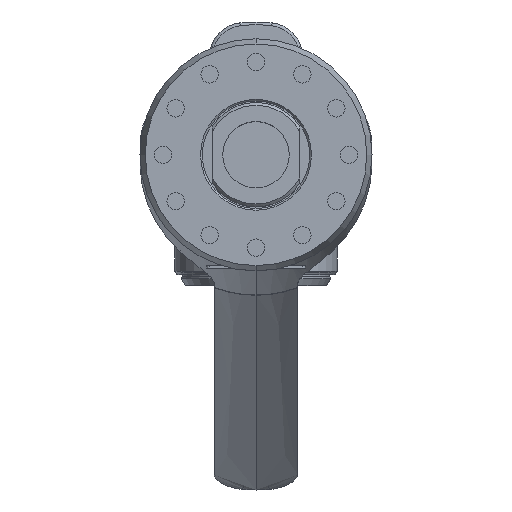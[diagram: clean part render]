
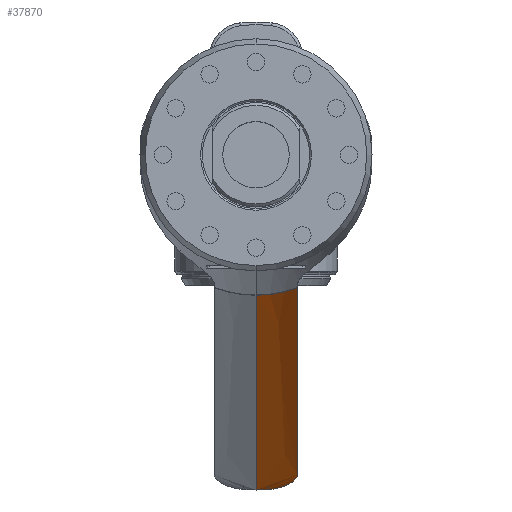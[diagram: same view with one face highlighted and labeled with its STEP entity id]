
A CAD part, top view. The second image highlights one B-rep face of the part: STEP entity #37870.
In plain terms, the highlighted conical face has half-angle 5 degrees and reference radius 24.263 mm.
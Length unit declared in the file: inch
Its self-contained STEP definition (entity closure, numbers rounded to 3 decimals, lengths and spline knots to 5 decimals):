
#14257=CARTESIAN_POINT('',(0.0906,-2.26163,
-4.77802));
#14258=CARTESIAN_POINT('',(0.09493,-2.2613,
-4.77812));
#14259=CARTESIAN_POINT('',(0.10357,-2.26048,
-4.77805));
#14260=CARTESIAN_POINT('',(0.11643,-2.25883,
-4.77722));
#14261=CARTESIAN_POINT('',(0.12911,-2.25678,
-4.77566));
#14262=CARTESIAN_POINT('',(0.14153,-2.25436,
-4.77339));
#14263=CARTESIAN_POINT('',(0.15374,-2.25155,
-4.77041));
#14264=CARTESIAN_POINT('',(0.16564,-2.24838,
-4.76671));
#14265=CARTESIAN_POINT('',(0.17716,-2.24489,
-4.76234));
#14266=CARTESIAN_POINT('',(0.18829,-2.24109,
-4.75728));
#14267=CARTESIAN_POINT('',(0.19902,-2.237,
-4.75155));
#14268=CARTESIAN_POINT('',(0.20926,-2.23266,
-4.74518));
#14269=CARTESIAN_POINT('',(0.21896,-2.2281,
-4.7382));
#14270=CARTESIAN_POINT('',(0.22815,-2.22332,
-4.7306));
#14271=CARTESIAN_POINT('',(0.23674,-2.21839,
-4.72241));
#14272=CARTESIAN_POINT('',(0.24468,-2.21333,
-4.7137));
#14273=CARTESIAN_POINT('',(0.25198,-2.20818,
-4.70446));
#14274=CARTESIAN_POINT('',(0.25861,-2.20295,
-4.69471));
#14275=CARTESIAN_POINT('',(0.2645,-2.1977,
-4.68453));
#14276=CARTESIAN_POINT('',(0.26966,-2.19247,
-4.67397));
#14277=CARTESIAN_POINT('',(0.27406,-2.18727,
-4.663));
#14278=CARTESIAN_POINT('',(0.27769,-2.18214,
-4.65172));
#14279=CARTESIAN_POINT('',(0.2805,-2.17714,
-4.64022));
#14280=CARTESIAN_POINT('',(0.28253,-2.17226,
-4.62847));
#14281=CARTESIAN_POINT('',(0.28374,-2.16754,
-4.61655));
#14282=CARTESIAN_POINT('',(0.28401,-2.16453,
-4.60857));
#14283=CARTESIAN_POINT('',(0.28401,-2.16306,
-4.60456));
#14285=CARTESIAN_POINT('',(0.,-0.18943,-1.36838));
#14286=DIRECTION('',(0.,-0.259,-0.966));
#14287=DIRECTION('',(0.361,-0.901,0.241));
#14288=AXIS2_PLACEMENT_3D('',#14285,#14286,#14287);
#14290=CARTESIAN_POINT('',(0.28401,-2.16306,
-4.60456));
#14291=CARTESIAN_POINT('',(0.28401,-2.14199,
-4.54721));
#14292=CARTESIAN_POINT('',(0.28401,-2.10006,
-4.43311));
#14293=CARTESIAN_POINT('',(0.28401,-2.03782,
-4.26375));
#14294=CARTESIAN_POINT('',(0.28401,-1.97618,
-4.09611));
#14295=CARTESIAN_POINT('',(0.28401,-1.91515,
-3.93017));
#14296=CARTESIAN_POINT('',(0.28401,-1.85471,
-3.76587));
#14297=CARTESIAN_POINT('',(0.28401,-1.79484,
-3.60318));
#14298=CARTESIAN_POINT('',(0.28401,-1.7355,
-3.44199));
#14299=CARTESIAN_POINT('',(0.28401,-1.67663,
-3.28215));
#14300=CARTESIAN_POINT('',(0.28401,-1.61818,
-3.12351));
#14301=CARTESIAN_POINT('',(0.28401,-1.56013,
-2.966));
#14302=CARTESIAN_POINT('',(0.28401,-1.50243,
-2.80953));
#14303=CARTESIAN_POINT('',(0.28401,-1.44509,
-2.65407));
#14304=CARTESIAN_POINT('',(0.28401,-1.38813,
-2.49975));
#14305=CARTESIAN_POINT('',(0.28401,-1.3316,
-2.34664));
#14306=CARTESIAN_POINT('',(0.28401,-1.27554,
-2.19488));
#14307=CARTESIAN_POINT('',(0.28401,-1.22,
-2.0446));
#14308=CARTESIAN_POINT('',(0.28401,-1.16503,
-1.89596));
#14309=CARTESIAN_POINT('',(0.28401,-1.11064,
-1.74897));
#14310=CARTESIAN_POINT('',(0.28401,-1.05684,
-1.60366));
#14311=CARTESIAN_POINT('',(0.28401,-1.00364,
-1.46004));
#14312=CARTESIAN_POINT('',(0.28401,-0.95103,
-1.31813));
#14313=CARTESIAN_POINT('',(0.28401,-0.91636,
-1.22466));
#14314=CARTESIAN_POINT('',(0.28401,-0.89913,
-1.17822));
#14328=CARTESIAN_POINT('',(0.,-1.18065,-5.06767));
#14329=DIRECTION('',(0.,-0.259,-0.966));
#14330=DIRECTION('',(0.081,-0.963,0.258));
#14331=AXIS2_PLACEMENT_3D('',#14328,#14329,#14330);
#15272=DIRECTION('',(0.,-0.342,-0.94));
#15273=VECTOR('',#15272,3.84442);
#15274=CARTESIAN_POINT('',(0.,-0.9503,-1.16451));
#15275=LINE('',#15274,#15273);
#28303=CARTESIAN_POINT('',(0.,-0.9503,-1.16451));
#28304=VERTEX_POINT('',#28303);
#28305=CARTESIAN_POINT('',(0.,-2.26517,-4.77708));
#28306=VERTEX_POINT('',#28305);
#28320=CARTESIAN_POINT('',(0.28401,-0.89913,
-1.17822));
#28322=VERTEX_POINT('',#28320);
#28323=VERTEX_POINT('',#14257);
#28324=VERTEX_POINT('',#14283);
#37855=CARTESIAN_POINT('',(0.,-0.68504,-3.21803));
#37856=DIRECTION('',(0.,-0.259,-0.966));
#37857=DIRECTION('',(-0.361,0.901,-0.241));
#37858=AXIS2_PLACEMENT_3D('',#37855,#37856,#37857);
#37859=CONICAL_SURFACE('',#37858,0.95524,5.);
#37860=ORIENTED_EDGE('',*,*,#37845,.F.);
#37862=ORIENTED_EDGE('',*,*,#37861,.T.);
#37864=ORIENTED_EDGE('',*,*,#37863,.F.);
#37866=ORIENTED_EDGE('',*,*,#37865,.F.);
#37867=ORIENTED_EDGE('',*,*,#37812,.F.);
#37868=EDGE_LOOP('',(#37860,#37862,#37864,#37866,#37867));
#37869=FACE_OUTER_BOUND('',#37868,.F.);
#37870=ADVANCED_FACE('',(#37869),#37859,.T.);
#14284=B_SPLINE_CURVE_WITH_KNOTS('',3,(#14257,#14258,#14259,#14260,#14261,
#14262,#14263,#14264,#14265,#14266,#14267,#14268,#14269,#14270,#14271,#14272,
#14273,#14274,#14275,#14276,#14277,#14278,#14279,#14280,#14281,#14282,#14283),
.UNSPECIFIED.,.F.,.F.,(4,1,1,1,1,1,1,1,1,1,1,1,1,1,1,1,1,1,1,1,1,1,1,1,4),(0.,
0.04167,0.08333,0.125,0.16667,0.20833,
0.25,0.29167,0.33333,0.375,0.41667,
0.45833,0.5,0.54167,0.58333,0.625,
0.66667,0.70833,0.75,0.79167,0.83333,
0.875,0.91667,0.95833,1.),.UNSPECIFIED.);
#14289=CIRCLE('',#14288,0.78771);
#14315=B_SPLINE_CURVE_WITH_KNOTS('',3,(#14290,#14291,#14292,#14293,#14294,
#14295,#14296,#14297,#14298,#14299,#14300,#14301,#14302,#14303,#14304,#14305,
#14306,#14307,#14308,#14309,#14310,#14311,#14312,#14313,#14314),.UNSPECIFIED.,
.F.,.F.,(4,1,1,1,1,1,1,1,1,1,1,1,1,1,1,1,1,1,1,1,1,1,4),(0.,0.04545,
0.09091,0.13636,0.18182,0.22727,
0.27273,0.31818,0.36364,0.40909,
0.45455,0.5,0.54545,0.59091,0.63636,
0.68182,0.72727,0.77273,0.81818,
0.86364,0.90909,0.95455,1.),.UNSPECIFIED.);
#14332=CIRCLE('',#14331,1.12278);
#37812=EDGE_CURVE('',#28324,#28322,#14315,.T.);
#37845=EDGE_CURVE('',#28323,#28324,#14284,.T.);
#37861=EDGE_CURVE('',#28323,#28306,#14332,.T.);
#37863=EDGE_CURVE('',#28304,#28306,#15275,.T.);
#37865=EDGE_CURVE('',#28322,#28304,#14289,.T.);
